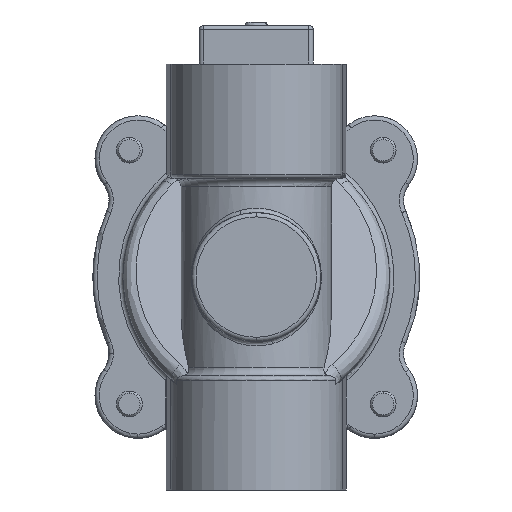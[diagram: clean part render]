
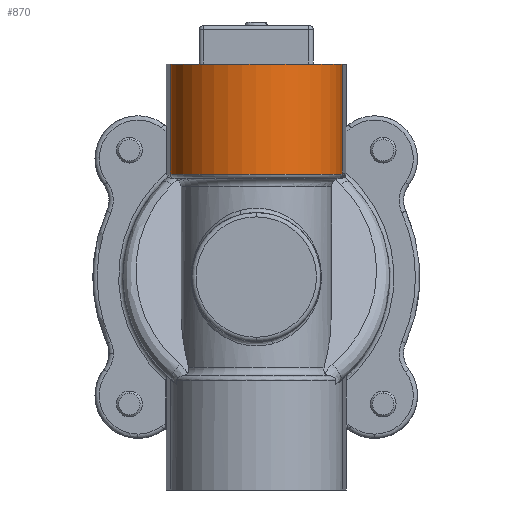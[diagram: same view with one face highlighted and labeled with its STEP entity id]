
A CAD part, front view. The second image highlights one B-rep face of the part: STEP entity #870.
In plain terms, the highlighted cylindrical face has radius 20 mm (diameter 40 mm), a partial arc.
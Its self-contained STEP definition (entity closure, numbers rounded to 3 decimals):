
#114 = EDGE_CURVE ( 'NONE', #21353, #8722, #8903, .T. ) ;
#690 = DIRECTION ( 'NONE',  ( 0., 0., -1. ) ) ;
#870 = ADVANCED_FACE ( 'NONE', ( #6197 ), #22933, .T. ) ;
#1333 = CARTESIAN_POINT ( 'NONE',  ( 0., 0., 49.5 ) ) ;
#1367 = CARTESIAN_POINT ( 'NONE',  ( 19.985, -0.787, 49.5 ) ) ;
#2347 = DIRECTION ( 'NONE',  ( -1., 0., 0. ) ) ;
#2560 = LINE ( 'NONE', #22963, #16914 ) ;
#2894 = DIRECTION ( 'NONE',  ( 0., 0., 1. ) ) ;
#3081 = LINE ( 'NONE', #1367, #13219 ) ;
#3111 = CIRCLE ( 'NONE', #13564, 20. ) ;
#3171 = CARTESIAN_POINT ( 'NONE',  ( 0., 0., 49.5 ) ) ;
#4460 = ORIENTED_EDGE ( 'NONE', *, *, #11810, .T. ) ;
#5131 = ORIENTED_EDGE ( 'NONE', *, *, #114, .F. ) ;
#6114 = DIRECTION ( 'NONE',  ( -1., 0., 0. ) ) ;
#6197 = FACE_OUTER_BOUND ( 'NONE', #13402, .T. ) ;
#6765 = AXIS2_PLACEMENT_3D ( 'NONE', #3171, #2894, #2347 ) ;
#7642 = CARTESIAN_POINT ( 'NONE',  ( -19.985, -0.787, 49.5 ) ) ;
#8230 = EDGE_CURVE ( 'NONE', #12887, #8722, #3081, .T. ) ;
#8722 = VERTEX_POINT ( 'NONE', #19782 ) ;
#8903 = CIRCLE ( 'NONE', #6765, 20. ) ;
#9022 = ORIENTED_EDGE ( 'NONE', *, *, #19626, .T. ) ;
#10663 = DIRECTION ( 'NONE',  ( 0., 0., 1. ) ) ;
#11810 = EDGE_CURVE ( 'NONE', #21353, #13178, #2560, .T. ) ;
#12887 = VERTEX_POINT ( 'NONE', #15104 ) ;
#12929 = AXIS2_PLACEMENT_3D ( 'NONE', #1333, #14168, #6114 ) ;
#13178 = VERTEX_POINT ( 'NONE', #19356 ) ;
#13219 = VECTOR ( 'NONE', #14614, 1000. ) ;
#13402 = EDGE_LOOP ( 'NONE', ( #4460, #9022, #13774, #5131 ) ) ;
#13564 = AXIS2_PLACEMENT_3D ( 'NONE', #21557, #10663, #23381 ) ;
#13774 = ORIENTED_EDGE ( 'NONE', *, *, #8230, .T. ) ;
#14168 = DIRECTION ( 'NONE',  ( 0., 0., -1. ) ) ;
#14614 = DIRECTION ( 'NONE',  ( 0., 0., 1. ) ) ;
#15104 = CARTESIAN_POINT ( 'NONE',  ( 19.985, -0.787, 23.958 ) ) ;
#16914 = VECTOR ( 'NONE', #690, 1000. ) ;
#19356 = CARTESIAN_POINT ( 'NONE',  ( -19.985, -0.787, 23.958 ) ) ;
#19626 = EDGE_CURVE ( 'NONE', #13178, #12887, #3111, .T. ) ;
#19782 = CARTESIAN_POINT ( 'NONE',  ( 19.985, -0.787, 49.5 ) ) ;
#21353 = VERTEX_POINT ( 'NONE', #7642 ) ;
#21557 = CARTESIAN_POINT ( 'NONE',  ( 0., 0., 23.958 ) ) ;
#22933 = CYLINDRICAL_SURFACE ( 'NONE', #12929, 20. ) ;
#22963 = CARTESIAN_POINT ( 'NONE',  ( -19.985, -0.787, 49.5 ) ) ;
#23381 = DIRECTION ( 'NONE',  ( -1., 0., 0. ) ) ;
